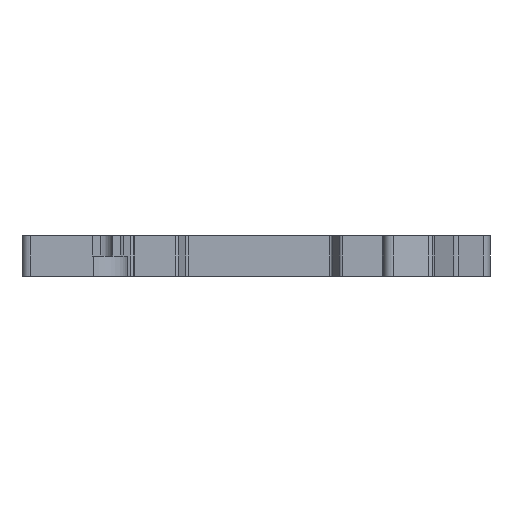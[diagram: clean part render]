
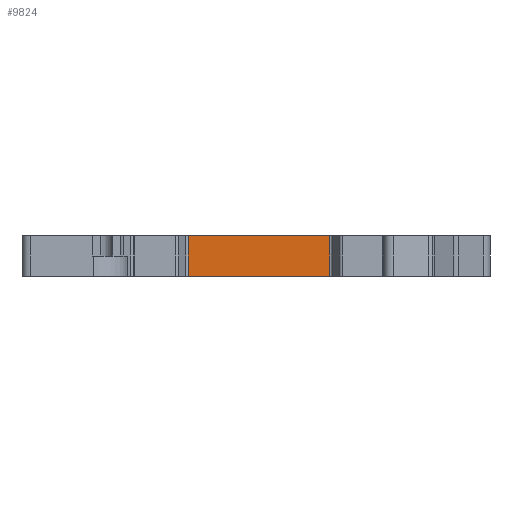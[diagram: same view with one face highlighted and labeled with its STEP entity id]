
A CAD part, front view. The second image highlights one B-rep face of the part: STEP entity #9824.
In plain terms, the highlighted planar face has unit normal (0, -1, 0).
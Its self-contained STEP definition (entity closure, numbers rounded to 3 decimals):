
#606 = AXIS2_PLACEMENT_3D ( 'NONE', #1753, #7076, #2514 ) ;
#1307 = ORIENTED_EDGE ( 'NONE', *, *, #1464, .F. ) ;
#1464 = EDGE_CURVE ( 'NONE', #3508, #9718, #5456, .T. ) ;
#1753 = CARTESIAN_POINT ( 'NONE',  ( -8.745, -27.308, 2.5 ) ) ;
#1835 = CARTESIAN_POINT ( 'NONE',  ( 8.747, -27.308, 2.5 ) ) ;
#2064 = FACE_OUTER_BOUND ( 'NONE', #5597, .T. ) ;
#2376 = ORIENTED_EDGE ( 'NONE', *, *, #7445, .T. ) ;
#2514 = DIRECTION ( 'NONE',  ( -1., 0., 0. ) ) ;
#2997 = CARTESIAN_POINT ( 'NONE',  ( 8.747, -27.308, -2.5 ) ) ;
#3052 = VECTOR ( 'NONE', #5710, 1000. ) ;
#3153 = VECTOR ( 'NONE', #7802, 1000. ) ;
#3448 = VECTOR ( 'NONE', #7783, 1000. ) ;
#3508 = VERTEX_POINT ( 'NONE', #7223 ) ;
#4533 = VECTOR ( 'NONE', #4908, 1000. ) ;
#4769 = CARTESIAN_POINT ( 'NONE',  ( -8.745, -27.308, -2.5 ) ) ;
#4908 = DIRECTION ( 'NONE',  ( 0., 0., -1. ) ) ;
#4923 = CARTESIAN_POINT ( 'NONE',  ( -8.745, -27.308, -2.5 ) ) ;
#4939 = CARTESIAN_POINT ( 'NONE',  ( -8.745, -27.308, 2.5 ) ) ;
#5184 = LINE ( 'NONE', #4769, #3153 ) ;
#5408 = VERTEX_POINT ( 'NONE', #4923 ) ;
#5456 = LINE ( 'NONE', #9297, #3448 ) ;
#5518 = PLANE ( 'NONE',  #606 ) ;
#5597 = EDGE_LOOP ( 'NONE', ( #7361, #6320, #1307, #2376 ) ) ;
#5710 = DIRECTION ( 'NONE',  ( 0., 0., -1. ) ) ;
#5949 = EDGE_CURVE ( 'NONE', #9718, #8830, #6778, .T. ) ;
#6196 = CARTESIAN_POINT ( 'NONE',  ( 8.747, -27.308, 2.5 ) ) ;
#6320 = ORIENTED_EDGE ( 'NONE', *, *, #5949, .F. ) ;
#6778 = LINE ( 'NONE', #1835, #4533 ) ;
#7076 = DIRECTION ( 'NONE',  ( 0., 1., 0. ) ) ;
#7223 = CARTESIAN_POINT ( 'NONE',  ( -8.745, -27.308, 2.5 ) ) ;
#7361 = ORIENTED_EDGE ( 'NONE', *, *, #9380, .T. ) ;
#7445 = EDGE_CURVE ( 'NONE', #3508, #5408, #9128, .T. ) ;
#7783 = DIRECTION ( 'NONE',  ( 1., 0., 0. ) ) ;
#7802 = DIRECTION ( 'NONE',  ( 1., 0., 0. ) ) ;
#8830 = VERTEX_POINT ( 'NONE', #2997 ) ;
#9128 = LINE ( 'NONE', #4939, #3052 ) ;
#9297 = CARTESIAN_POINT ( 'NONE',  ( -8.745, -27.308, 2.5 ) ) ;
#9380 = EDGE_CURVE ( 'NONE', #5408, #8830, #5184, .T. ) ;
#9718 = VERTEX_POINT ( 'NONE', #6196 ) ;
#9824 = ADVANCED_FACE ( 'NONE', ( #2064 ), #5518, .F. ) ;
